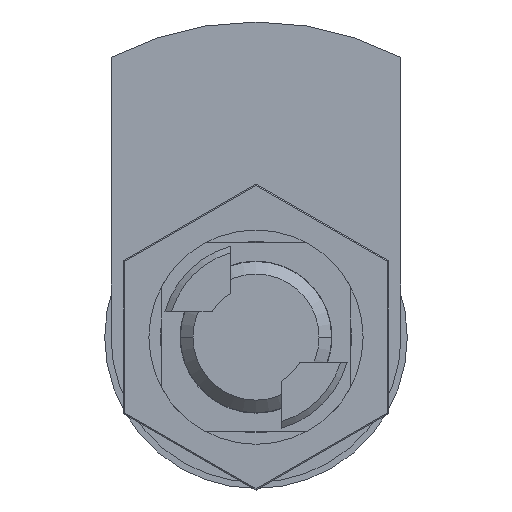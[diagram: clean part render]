
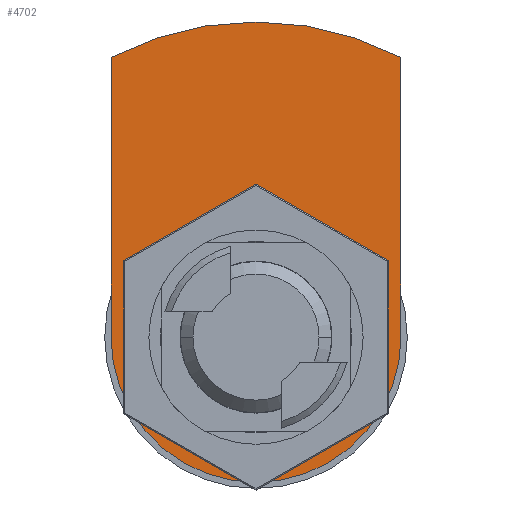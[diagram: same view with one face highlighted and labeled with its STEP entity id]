
A CAD part, front view. The second image highlights one B-rep face of the part: STEP entity #4702.
In plain terms, the highlighted face is planar.
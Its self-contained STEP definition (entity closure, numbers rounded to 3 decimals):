
#4448=DIRECTION('',(0.,1.,0.));
#4449=VECTOR('',#4448,22.198);
#4450=CARTESIAN_POINT('',(-11.5,0.,-2.5));
#4451=LINE('',#4450,#4449);
#4452=CARTESIAN_POINT('',(0.,0.,-2.5));
#4453=DIRECTION('',(0.,0.,1.));
#4454=DIRECTION('',(0.46,0.888,0.));
#4455=AXIS2_PLACEMENT_3D('',#4452,#4453,#4454);
#4457=CARTESIAN_POINT('',(0.,0.,-2.5));
#4458=DIRECTION('',(0.,0.,-1.));
#4459=DIRECTION('',(1.,0.,0.));
#4460=AXIS2_PLACEMENT_3D('',#4457,#4458,#4459);
#4462=CARTESIAN_POINT('',(0.,0.,-2.5));
#4463=DIRECTION('',(0.,0.,1.));
#4464=DIRECTION('',(-0.536,0.844,0.));
#4465=AXIS2_PLACEMENT_3D('',#4462,#4463,#4464);
#4467=DIRECTION('',(-1.,0.,0.));
#4468=VECTOR('',#4467,9.642);
#4469=CARTESIAN_POINT('',(4.821,7.6,-2.5));
#4470=LINE('',#4469,#4468);
#4471=CARTESIAN_POINT('',(0.,0.,-2.5));
#4472=DIRECTION('',(0.,0.,1.));
#4473=DIRECTION('',(0.844,0.536,0.));
#4474=AXIS2_PLACEMENT_3D('',#4471,#4472,#4473);
#4476=DIRECTION('',(0.,1.,0.));
#4477=VECTOR('',#4476,9.642);
#4478=CARTESIAN_POINT('',(7.6,-4.821,-2.5));
#4479=LINE('',#4478,#4477);
#4480=CARTESIAN_POINT('',(0.,0.,-2.5));
#4481=DIRECTION('',(0.,0.,1.));
#4482=DIRECTION('',(0.536,-0.844,0.));
#4483=AXIS2_PLACEMENT_3D('',#4480,#4481,#4482);
#4485=DIRECTION('',(1.,0.,0.));
#4486=VECTOR('',#4485,9.642);
#4487=CARTESIAN_POINT('',(-4.821,-7.6,-2.5));
#4488=LINE('',#4487,#4486);
#4489=CARTESIAN_POINT('',(0.,0.,-2.5));
#4490=DIRECTION('',(0.,0.,1.));
#4491=DIRECTION('',(-0.844,-0.536,0.));
#4492=AXIS2_PLACEMENT_3D('',#4489,#4490,#4491);
#4494=DIRECTION('',(0.,-1.,0.));
#4495=VECTOR('',#4494,9.642);
#4496=CARTESIAN_POINT('',(-7.6,4.821,-2.5));
#4497=LINE('',#4496,#4495);
#4548=DIRECTION('',(0.,1.,0.));
#4549=VECTOR('',#4548,22.198);
#4550=CARTESIAN_POINT('',(11.5,0.,-2.5));
#4551=LINE('',#4550,#4549);
#4593=CARTESIAN_POINT('',(-11.5,0.,-2.5));
#4595=VERTEX_POINT('',#4593);
#4597=CARTESIAN_POINT('',(11.5,0.,-2.5));
#4599=VERTEX_POINT('',#4597);
#4600=CARTESIAN_POINT('',(-11.5,22.198,-2.5));
#4602=VERTEX_POINT('',#4600);
#4604=CARTESIAN_POINT('',(11.5,22.198,-2.5));
#4606=VERTEX_POINT('',#4604);
#4608=CARTESIAN_POINT('',(-4.821,7.6,-2.5));
#4609=CARTESIAN_POINT('',(-7.6,4.821,-2.5));
#4610=VERTEX_POINT('',#4608);
#4611=VERTEX_POINT('',#4609);
#4612=CARTESIAN_POINT('',(-7.6,-4.821,-2.5));
#4613=VERTEX_POINT('',#4612);
#4614=CARTESIAN_POINT('',(-4.821,-7.6,-2.5));
#4615=VERTEX_POINT('',#4614);
#4616=CARTESIAN_POINT('',(4.821,-7.6,-2.5));
#4617=VERTEX_POINT('',#4616);
#4618=CARTESIAN_POINT('',(7.6,-4.821,-2.5));
#4619=VERTEX_POINT('',#4618);
#4620=CARTESIAN_POINT('',(7.6,4.821,-2.5));
#4621=VERTEX_POINT('',#4620);
#4622=CARTESIAN_POINT('',(4.821,7.6,-2.5));
#4623=VERTEX_POINT('',#4622);
#4671=CARTESIAN_POINT('',(-11.5,0.,-2.5));
#4672=DIRECTION('',(0.,0.,-1.));
#4673=DIRECTION('',(0.,1.,0.));
#4674=AXIS2_PLACEMENT_3D('',#4671,#4672,#4673);
#4675=PLANE('',#4674);
#4676=ORIENTED_EDGE('',*,*,#4661,.T.);
#4677=ORIENTED_EDGE('',*,*,#4651,.F.);
#4679=ORIENTED_EDGE('',*,*,#4678,.F.);
#4681=ORIENTED_EDGE('',*,*,#4680,.T.);
#4682=EDGE_LOOP('',(#4676,#4677,#4679,#4681));
#4683=FACE_OUTER_BOUND('',#4682,.F.);
#4685=ORIENTED_EDGE('',*,*,#4684,.F.);
#4687=ORIENTED_EDGE('',*,*,#4686,.F.);
#4689=ORIENTED_EDGE('',*,*,#4688,.F.);
#4691=ORIENTED_EDGE('',*,*,#4690,.F.);
#4693=ORIENTED_EDGE('',*,*,#4692,.F.);
#4695=ORIENTED_EDGE('',*,*,#4694,.F.);
#4697=ORIENTED_EDGE('',*,*,#4696,.F.);
#4699=ORIENTED_EDGE('',*,*,#4698,.F.);
#4700=EDGE_LOOP('',(#4685,#4687,#4689,#4691,#4693,#4695,#4697,#4699));
#4701=FACE_BOUND('',#4700,.F.);
#4702=ADVANCED_FACE('',(#4683,#4701),#4675,.T.);
#4456=CIRCLE('',#4455,25.);
#4461=CIRCLE('',#4460,11.5);
#4466=CIRCLE('',#4465,9.);
#4475=CIRCLE('',#4474,9.);
#4484=CIRCLE('',#4483,9.);
#4493=CIRCLE('',#4492,9.);
#4651=EDGE_CURVE('',#4595,#4602,#4451,.T.);
#4661=EDGE_CURVE('',#4606,#4602,#4456,.T.);
#4678=EDGE_CURVE('',#4599,#4595,#4461,.T.);
#4680=EDGE_CURVE('',#4599,#4606,#4551,.T.);
#4684=EDGE_CURVE('',#4610,#4611,#4466,.T.);
#4686=EDGE_CURVE('',#4623,#4610,#4470,.T.);
#4688=EDGE_CURVE('',#4621,#4623,#4475,.T.);
#4690=EDGE_CURVE('',#4619,#4621,#4479,.T.);
#4692=EDGE_CURVE('',#4617,#4619,#4484,.T.);
#4694=EDGE_CURVE('',#4615,#4617,#4488,.T.);
#4696=EDGE_CURVE('',#4613,#4615,#4493,.T.);
#4698=EDGE_CURVE('',#4611,#4613,#4497,.T.);
